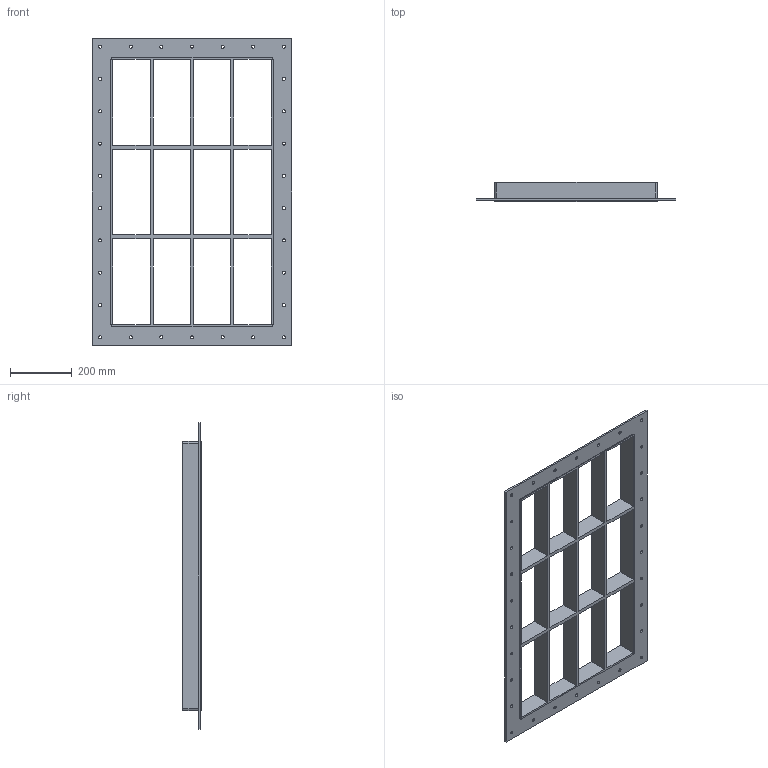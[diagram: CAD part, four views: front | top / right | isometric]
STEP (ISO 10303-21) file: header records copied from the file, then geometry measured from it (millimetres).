
FILE_DESCRIPTION((''),'2;1');
FILE_NAME('GBEX8+8+8X4.stp','2015-12-16T17:10:15',(''),(''),'Autodesk Inventor 2013','Autodesk Inventor 2013','');
FILE_SCHEMA(('AUTOMOTIVE_DESIGN { 1 0 10303 214 1 1 1 1 }'));
Length unit declared in the file: millimetre
Products named in the file (1): roxtec S_SF_G
Bounding box: 644 x 60 x 990 mm (x, y, z)
Volume: 4307794.1 mm3; surface area: 1215530.2 mm2
Topology: 1 solids, 1 shells, 102 faces, 324 edges, 226 vertices
Faces by surface type: plane 64, cylinder 38
Full cylindrical faces by diameter (mm): 10 x30
Entity records: 3398 total; most frequent: CARTESIAN_POINT 563, DIRECTION 546, ORIENTED_EDGE 528, EDGE_CURVE 264, EDGE_LOOP 218, VERTEX_POINT 196, VECTOR 188, LINE 188
